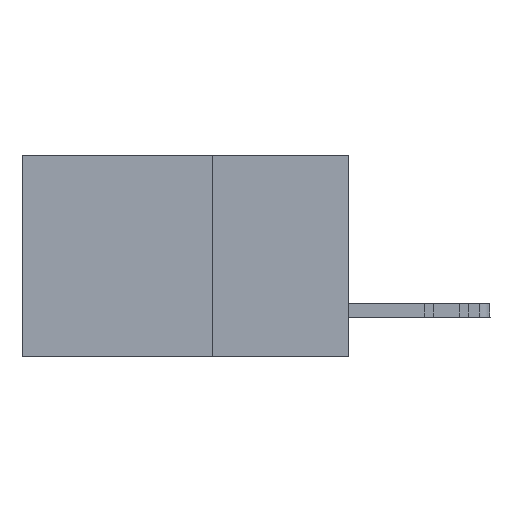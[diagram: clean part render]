
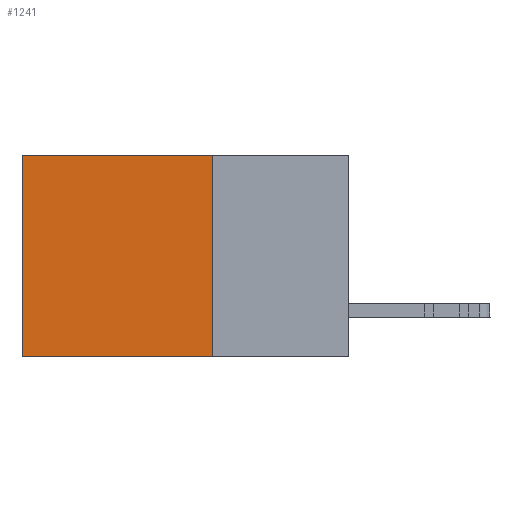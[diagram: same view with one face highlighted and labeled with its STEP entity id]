
A CAD part, left-side view. The second image highlights one B-rep face of the part: STEP entity #1241.
In plain terms, the highlighted planar face has unit normal (-1, 0, 0).
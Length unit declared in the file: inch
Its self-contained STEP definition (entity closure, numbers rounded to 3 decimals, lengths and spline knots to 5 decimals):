
#470 = DIRECTION ( 'NONE',  ( 1., 0., 0. ) ) ;
#1241 = ADVANCED_FACE ( 'NONE', ( #10770 ), #16183, .F. ) ;
#1531 = VECTOR ( 'NONE', #18603, 39.37008 ) ;
#1886 = CARTESIAN_POINT ( 'NONE',  ( 0.298, 0.25, -0.37 ) ) ;
#2207 = DIRECTION ( 'NONE',  ( 0., 1., 0. ) ) ;
#2389 = DIRECTION ( 'NONE',  ( 0., 0., -1. ) ) ;
#4708 = LINE ( 'NONE', #26970, #8965 ) ;
#5360 = ORIENTED_EDGE ( 'NONE', *, *, #12569, .F. ) ;
#6470 = ORIENTED_EDGE ( 'NONE', *, *, #15578, .T. ) ;
#8167 = CARTESIAN_POINT ( 'NONE',  ( 0.298, 0.25, 0. ) ) ;
#8779 = LINE ( 'NONE', #28919, #1531 ) ;
#8965 = VECTOR ( 'NONE', #16810, 39.37008 ) ;
#10061 = CARTESIAN_POINT ( 'NONE',  ( 0.298, 0.25, 0. ) ) ;
#10539 = ORIENTED_EDGE ( 'NONE', *, *, #30223, .T. ) ;
#10616 = VERTEX_POINT ( 'NONE', #11217 ) ;
#10770 = FACE_OUTER_BOUND ( 'NONE', #26724, .T. ) ;
#11217 = CARTESIAN_POINT ( 'NONE',  ( 0.298, 0.6, 0. ) ) ;
#12569 = EDGE_CURVE ( 'NONE', #23756, #16304, #20213, .T. ) ;
#14302 = VERTEX_POINT ( 'NONE', #22334 ) ;
#15339 = CARTESIAN_POINT ( 'NONE',  ( 0.298, 0.25, -0.37 ) ) ;
#15578 = EDGE_CURVE ( 'NONE', #23756, #10616, #4708, .T. ) ;
#16183 = PLANE ( 'NONE',  #16786 ) ;
#16304 = VERTEX_POINT ( 'NONE', #15339 ) ;
#16786 = AXIS2_PLACEMENT_3D ( 'NONE', #8167, #470, #23071 ) ;
#16810 = DIRECTION ( 'NONE',  ( 0., 1., 0. ) ) ;
#16966 = EDGE_CURVE ( 'NONE', #16304, #14302, #19259, .T. ) ;
#17284 = ORIENTED_EDGE ( 'NONE', *, *, #16966, .F. ) ;
#18603 = DIRECTION ( 'NONE',  ( 0., 0., -1. ) ) ;
#19259 = LINE ( 'NONE', #1886, #21089 ) ;
#20213 = LINE ( 'NONE', #10061, #32179 ) ;
#21089 = VECTOR ( 'NONE', #2207, 39.37008 ) ;
#22334 = CARTESIAN_POINT ( 'NONE',  ( 0.298, 0.6, -0.37 ) ) ;
#23071 = DIRECTION ( 'NONE',  ( 0., 0., -1. ) ) ;
#23756 = VERTEX_POINT ( 'NONE', #28134 ) ;
#26724 = EDGE_LOOP ( 'NONE', ( #10539, #17284, #5360, #6470 ) ) ;
#26970 = CARTESIAN_POINT ( 'NONE',  ( 0.298, 0.25, 0. ) ) ;
#28134 = CARTESIAN_POINT ( 'NONE',  ( 0.298, 0.25, 0. ) ) ;
#28919 = CARTESIAN_POINT ( 'NONE',  ( 0.298, 0.6, 0. ) ) ;
#30223 = EDGE_CURVE ( 'NONE', #10616, #14302, #8779, .T. ) ;
#32179 = VECTOR ( 'NONE', #2389, 39.37008 ) ;
